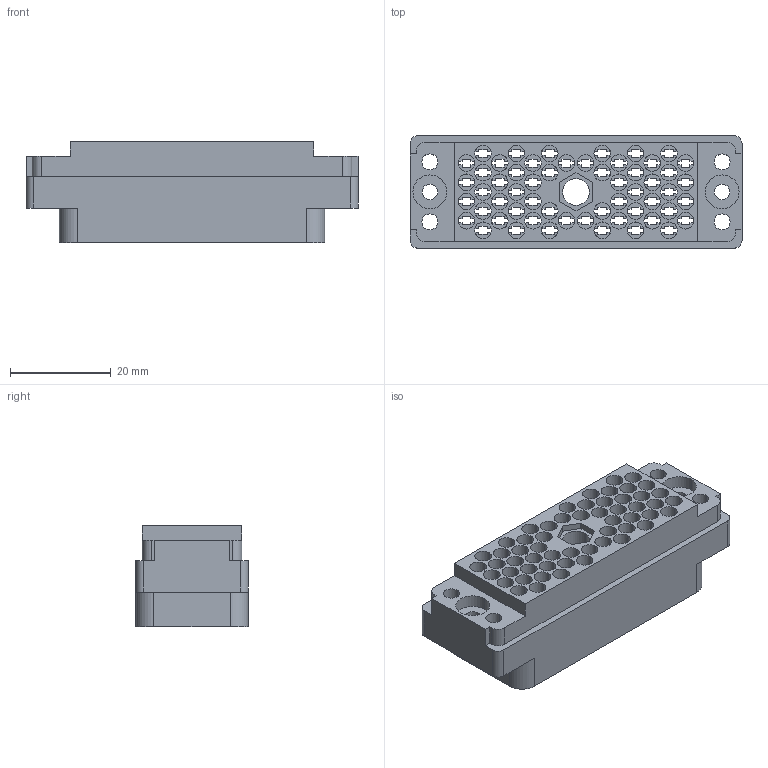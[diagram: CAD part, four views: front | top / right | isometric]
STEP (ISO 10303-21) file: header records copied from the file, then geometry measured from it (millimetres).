
FILE_DESCRIPTION (( 'STEP AP203' ), '1' );
FILE_NAME ('516-056-000-500.STEP', '2020-03-10T04:56:26', ( '' ), ( '' ), 'SwSTEP 2.0', 'SolidWorks 2016', '' );
FILE_SCHEMA (( 'CONFIG_CONTROL_DESIGN' ));
Length unit declared in the file: inch
Products named in the file (2): 516-056-000-500; 516 Plug Insulator_056
Assembly tree (1 placements, depth 2):
  516-056-000-500
    516 Plug Insulator_056
Bounding box: 65.81 x 22.25 x 20.04 mm (x, y, z)
Volume: 11179.9 mm3; surface area: 15269.4 mm2
Topology: 1 solids, 1 shells, 1218 faces, 3596 edges, 2396 vertices
Faces by surface type: plane 897, cylinder 319, cone 2
Entity records: 41062 total; most frequent: CARTESIAN_POINT 7214, ORIENTED_EDGE 7192, DIRECTION 6902, EDGE_CURVE 3596, LINE 2734, VECTOR 2734, VERTEX_POINT 2396, AXIS2_PLACEMENT_3D 2084
